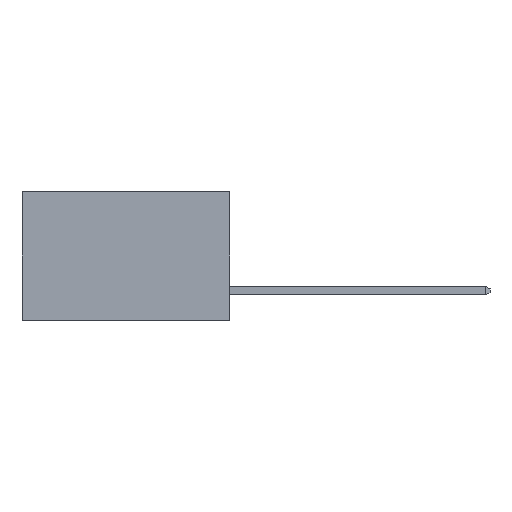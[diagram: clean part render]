
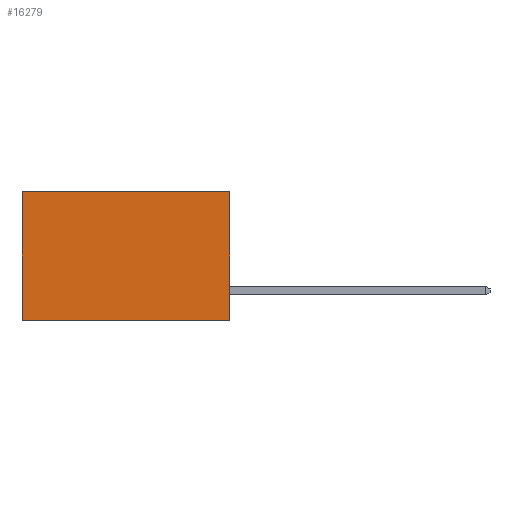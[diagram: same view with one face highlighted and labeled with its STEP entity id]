
A CAD part, left-side view. The second image highlights one B-rep face of the part: STEP entity #16279.
In plain terms, the highlighted planar face has unit normal (-1, 0, 0).
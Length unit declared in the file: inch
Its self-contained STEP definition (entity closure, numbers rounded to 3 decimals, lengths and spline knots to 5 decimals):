
#22 = ORIENTED_EDGE ( 'NONE', *, *, #1816, .T. ) ;
#471 = DIRECTION ( 'NONE',  ( 1., 0., 0. ) ) ;
#654 = CARTESIAN_POINT ( 'NONE',  ( 0.298, 0.6, 0. ) ) ;
#1816 = EDGE_CURVE ( 'NONE', #8335, #3654, #10301, .T. ) ;
#2181 = DIRECTION ( 'NONE',  ( 0., 0., -1. ) ) ;
#2731 = ORIENTED_EDGE ( 'NONE', *, *, #7361, .F. ) ;
#3654 = VERTEX_POINT ( 'NONE', #16670 ) ;
#4142 = DIRECTION ( 'NONE',  ( 0., 1., 0. ) ) ;
#4288 = LINE ( 'NONE', #13872, #11376 ) ;
#4474 = LINE ( 'NONE', #654, #15052 ) ;
#4838 = PLANE ( 'NONE',  #13612 ) ;
#5430 = CARTESIAN_POINT ( 'NONE',  ( 0.298, 0.6, -0.37 ) ) ;
#6510 = VERTEX_POINT ( 'NONE', #5430 ) ;
#6547 = LINE ( 'NONE', #7193, #13409 ) ;
#7193 = CARTESIAN_POINT ( 'NONE',  ( 0.298, 0., 0. ) ) ;
#7240 = VERTEX_POINT ( 'NONE', #16656 ) ;
#7277 = CARTESIAN_POINT ( 'NONE',  ( 0.298, 0., 0. ) ) ;
#7361 = EDGE_CURVE ( 'NONE', #8335, #7240, #6547, .T. ) ;
#8335 = VERTEX_POINT ( 'NONE', #7277 ) ;
#8963 = ORIENTED_EDGE ( 'NONE', *, *, #15478, .F. ) ;
#9197 = CARTESIAN_POINT ( 'NONE',  ( 0.298, 0., 0. ) ) ;
#10301 = LINE ( 'NONE', #14229, #13380 ) ;
#10566 = DIRECTION ( 'NONE',  ( 0., 0., -1. ) ) ;
#10880 = EDGE_CURVE ( 'NONE', #3654, #6510, #4474, .T. ) ;
#11376 = VECTOR ( 'NONE', #15214, 39.37008 ) ;
#13380 = VECTOR ( 'NONE', #4142, 39.37008 ) ;
#13409 = VECTOR ( 'NONE', #15234, 39.37008 ) ;
#13612 = AXIS2_PLACEMENT_3D ( 'NONE', #9197, #471, #10566 ) ;
#13872 = CARTESIAN_POINT ( 'NONE',  ( 0.298, 0., -0.37 ) ) ;
#14229 = CARTESIAN_POINT ( 'NONE',  ( 0.298, 0., 0. ) ) ;
#14684 = ORIENTED_EDGE ( 'NONE', *, *, #10880, .T. ) ;
#15036 = FACE_OUTER_BOUND ( 'NONE', #15442, .T. ) ;
#15052 = VECTOR ( 'NONE', #2181, 39.37008 ) ;
#15214 = DIRECTION ( 'NONE',  ( 0., 1., 0. ) ) ;
#15234 = DIRECTION ( 'NONE',  ( 0., 0., -1. ) ) ;
#15442 = EDGE_LOOP ( 'NONE', ( #14684, #8963, #2731, #22 ) ) ;
#15478 = EDGE_CURVE ( 'NONE', #7240, #6510, #4288, .T. ) ;
#16279 = ADVANCED_FACE ( 'NONE', ( #15036 ), #4838, .F. ) ;
#16656 = CARTESIAN_POINT ( 'NONE',  ( 0.298, 0., -0.37 ) ) ;
#16670 = CARTESIAN_POINT ( 'NONE',  ( 0.298, 0.6, 0. ) ) ;
